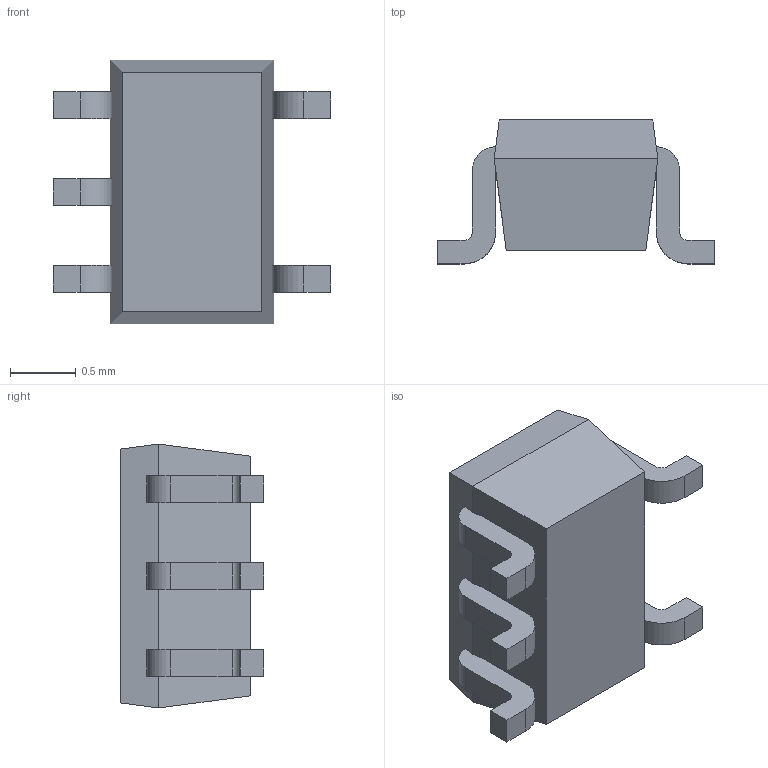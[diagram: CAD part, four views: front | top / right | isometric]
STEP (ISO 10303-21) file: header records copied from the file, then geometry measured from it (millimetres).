
FILE_DESCRIPTION (( 'STEP AP214' ), '1' );
FILE_NAME ('MC74VHC1GT04DF2G.STEP', '2023-04-08T04:13:06', ( '' ), ( '' ), 'SwSTEP 2.0', 'SolidWorks 2021', '' );
FILE_SCHEMA (( 'AUTOMOTIVE_DESIGN' ));
Length unit declared in the file: inch
Products named in the file (1): MC74VHC1GT04DF2G
Bounding box: 2.11 x 1.09 x 2.01 mm (x, y, z)
Volume: 2.4 mm3; surface area: 14.9 mm2
Topology: 7 solids, 7 shells, 77 faces, 182 edges, 120 vertices
Faces by surface type: plane 58, cylinder 19
Entity records: 2308 total; most frequent: CARTESIAN_POINT 380, DIRECTION 376, ORIENTED_EDGE 364, EDGE_CURVE 182, VECTOR 144, LINE 144, VERTEX_POINT 120, AXIS2_PLACEMENT_3D 116
